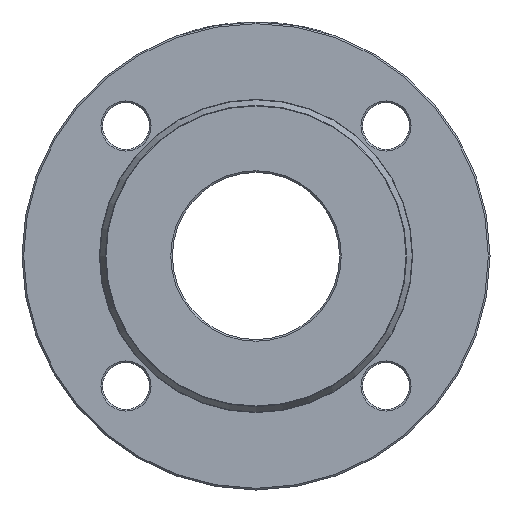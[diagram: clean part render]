
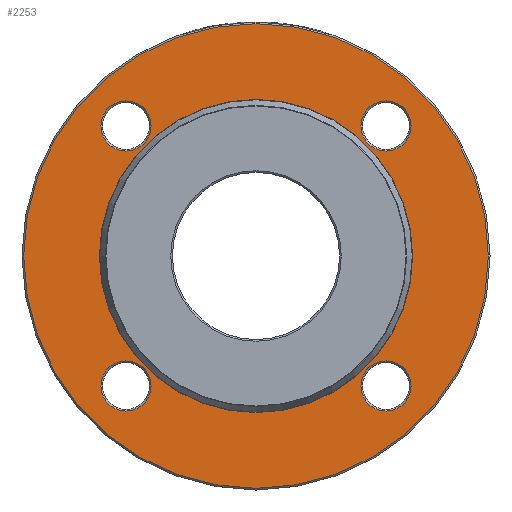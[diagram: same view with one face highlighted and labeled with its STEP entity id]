
A CAD part, left-side view. The second image highlights one B-rep face of the part: STEP entity #2253.
In plain terms, the highlighted planar face has unit normal (-1, 0, 0).
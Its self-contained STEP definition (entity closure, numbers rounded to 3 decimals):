
#116 = EDGE_LOOP ( 'NONE', ( #4229 ) ) ;
#200 = EDGE_CURVE ( 'NONE', #1134, #1134, #1144, .T. ) ;
#204 = EDGE_LOOP ( 'NONE', ( #2405 ) ) ;
#216 = DIRECTION ( 'NONE',  ( 0., 0., -1. ) ) ;
#265 = DIRECTION ( 'NONE',  ( 0., 0., -1. ) ) ;
#353 = DIRECTION ( 'NONE',  ( 0., 0., -1. ) ) ;
#419 = AXIS2_PLACEMENT_3D ( 'NONE', #2084, #2132, #265 ) ;
#556 = DIRECTION ( 'NONE',  ( 1., 0., 0. ) ) ;
#601 = DIRECTION ( 'NONE',  ( 0., -1., 0. ) ) ;
#666 = EDGE_CURVE ( 'NONE', #4412, #4412, #3571, .T. ) ;
#1010 = CARTESIAN_POINT ( 'NONE',  ( 3., 0., 0. ) ) ;
#1048 = DIRECTION ( 'NONE',  ( 1., 0., 0. ) ) ;
#1090 = CARTESIAN_POINT ( 'NONE',  ( 3., -46.391, -38.891 ) ) ;
#1134 = VERTEX_POINT ( 'NONE', #4495 ) ;
#1144 = CIRCLE ( 'NONE', #3784, 69.5 ) ;
#1154 = CIRCLE ( 'NONE', #4262, 7.5 ) ;
#1217 = DIRECTION ( 'NONE',  ( 0., 0., -1. ) ) ;
#1222 = DIRECTION ( 'NONE',  ( 0., 1., 0. ) ) ;
#1244 = CARTESIAN_POINT ( 'NONE',  ( 3., 38.891, 38.891 ) ) ;
#1372 = AXIS2_PLACEMENT_3D ( 'NONE', #2824, #2400, #601 ) ;
#1377 = FACE_BOUND ( 'NONE', #204, .T. ) ;
#1475 = EDGE_LOOP ( 'NONE', ( #3662 ) ) ;
#1978 = CIRCLE ( 'NONE', #4630, 7.5 ) ;
#1979 = CARTESIAN_POINT ( 'NONE',  ( 3., -38.891, 46.391 ) ) ;
#2084 = CARTESIAN_POINT ( 'NONE',  ( 3., 0., 0. ) ) ;
#2132 = DIRECTION ( 'NONE',  ( 1., 0., 0. ) ) ;
#2153 = EDGE_CURVE ( 'NONE', #3770, #3770, #4247, .T. ) ;
#2199 = EDGE_LOOP ( 'NONE', ( #2552 ) ) ;
#2253 = ADVANCED_FACE ( 'NONE', ( #1377, #4329, #2480, #3611, #2458, #3917 ), #2857, .F. ) ;
#2287 = AXIS2_PLACEMENT_3D ( 'NONE', #4303, #1048, #353 ) ;
#2312 = CARTESIAN_POINT ( 'NONE',  ( 3., -38.891, 38.891 ) ) ;
#2319 = EDGE_LOOP ( 'NONE', ( #4129 ) ) ;
#2376 = EDGE_CURVE ( 'NONE', #4364, #4364, #1978, .T. ) ;
#2400 = DIRECTION ( 'NONE',  ( 1., 0., 0. ) ) ;
#2405 = ORIENTED_EDGE ( 'NONE', *, *, #666, .T. ) ;
#2406 = CARTESIAN_POINT ( 'NONE',  ( 3., 38.891, -38.891 ) ) ;
#2458 = FACE_BOUND ( 'NONE', #2199, .T. ) ;
#2478 = CIRCLE ( 'NONE', #419, 46.848 ) ;
#2480 = FACE_BOUND ( 'NONE', #3589, .T. ) ;
#2552 = ORIENTED_EDGE ( 'NONE', *, *, #3152, .T. ) ;
#2564 = CARTESIAN_POINT ( 'NONE',  ( 3., 38.891, -46.391 ) ) ;
#2711 = CARTESIAN_POINT ( 'NONE',  ( 3., 46.391, 38.891 ) ) ;
#2824 = CARTESIAN_POINT ( 'NONE',  ( 3., -38.891, -38.891 ) ) ;
#2857 = PLANE ( 'NONE',  #2287 ) ;
#2941 = CARTESIAN_POINT ( 'NONE',  ( 3., 0., -46.848 ) ) ;
#3108 = AXIS2_PLACEMENT_3D ( 'NONE', #2406, #556, #1217 ) ;
#3152 = EDGE_CURVE ( 'NONE', #3281, #3281, #2478, .T. ) ;
#3281 = VERTEX_POINT ( 'NONE', #2941 ) ;
#3571 = CIRCLE ( 'NONE', #1372, 7.5 ) ;
#3589 = EDGE_LOOP ( 'NONE', ( #4440 ) ) ;
#3611 = FACE_BOUND ( 'NONE', #2319, .T. ) ;
#3657 = DIRECTION ( 'NONE',  ( 1., 0., 0. ) ) ;
#3662 = ORIENTED_EDGE ( 'NONE', *, *, #200, .T. ) ;
#3770 = VERTEX_POINT ( 'NONE', #2564 ) ;
#3784 = AXIS2_PLACEMENT_3D ( 'NONE', #1010, #3927, #216 ) ;
#3894 = VERTEX_POINT ( 'NONE', #2711 ) ;
#3917 = FACE_OUTER_BOUND ( 'NONE', #1475, .T. ) ;
#3927 = DIRECTION ( 'NONE',  ( -1., 0., 0. ) ) ;
#4012 = EDGE_CURVE ( 'NONE', #3894, #3894, #1154, .T. ) ;
#4013 = DIRECTION ( 'NONE',  ( 0., 0., 1. ) ) ;
#4124 = DIRECTION ( 'NONE',  ( 1., 0., 0. ) ) ;
#4129 = ORIENTED_EDGE ( 'NONE', *, *, #2153, .T. ) ;
#4229 = ORIENTED_EDGE ( 'NONE', *, *, #2376, .T. ) ;
#4247 = CIRCLE ( 'NONE', #3108, 7.5 ) ;
#4262 = AXIS2_PLACEMENT_3D ( 'NONE', #1244, #4124, #1222 ) ;
#4303 = CARTESIAN_POINT ( 'NONE',  ( 3., 46.732, 0. ) ) ;
#4329 = FACE_BOUND ( 'NONE', #116, .T. ) ;
#4364 = VERTEX_POINT ( 'NONE', #1979 ) ;
#4412 = VERTEX_POINT ( 'NONE', #1090 ) ;
#4440 = ORIENTED_EDGE ( 'NONE', *, *, #4012, .T. ) ;
#4495 = CARTESIAN_POINT ( 'NONE',  ( 3., 0., -69.5 ) ) ;
#4630 = AXIS2_PLACEMENT_3D ( 'NONE', #2312, #3657, #4013 ) ;
